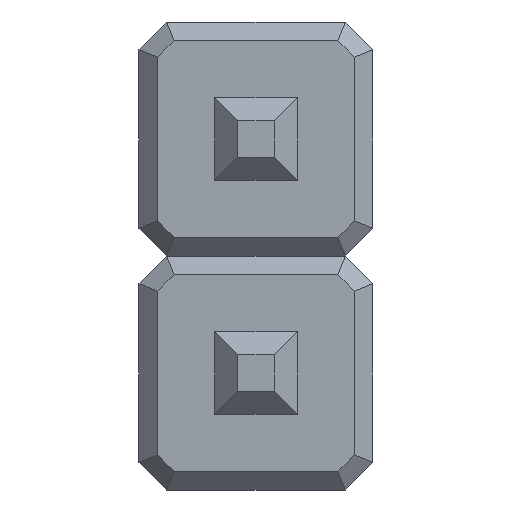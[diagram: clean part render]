
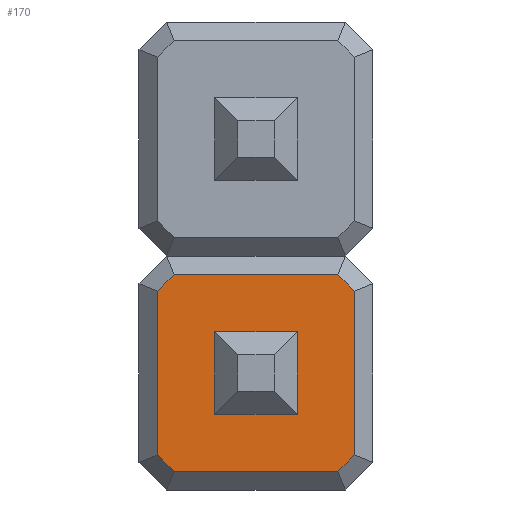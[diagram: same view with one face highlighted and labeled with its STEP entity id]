
A CAD part, front view. The second image highlights one B-rep face of the part: STEP entity #170.
In plain terms, the highlighted planar face has unit normal (0, -1, 0).
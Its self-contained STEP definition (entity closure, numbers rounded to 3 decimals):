
#99=CARTESIAN_POINT('',(0.,3.,-2.54));
#100=DIRECTION('',(0.,1.,0.));
#101=DIRECTION('',(0.,0.,1.));
#102=AXIS2_PLACEMENT_3D('',#99,#100,#101);
#103=PLANE('',#102);
#104=CARTESIAN_POINT('',(-0.887,3.,-3.61));
#105=VERTEX_POINT('',#104);
#106=CARTESIAN_POINT('',(0.887,3.,-3.61));
#107=VERTEX_POINT('',#106);
#108=CARTESIAN_POINT('',(-0.887,3.,-3.61));
#109=DIRECTION('',(1.,0.,-0.));
#110=VECTOR('',#109,1.774);
#111=LINE('',#108,#110);
#112=EDGE_CURVE('',#105,#107,#111,.T.);
#113=ORIENTED_EDGE('',*,*,#112,.T.);
#114=CARTESIAN_POINT('',(1.07,3.,-3.427));
#115=VERTEX_POINT('',#114);
#116=CARTESIAN_POINT('',(0.887,3.,-3.61));
#117=DIRECTION('',(0.707,0.,0.707));
#118=VECTOR('',#117,0.259);
#119=LINE('',#116,#118);
#120=EDGE_CURVE('',#107,#115,#119,.T.);
#121=ORIENTED_EDGE('',*,*,#120,.T.);
#122=CARTESIAN_POINT('',(1.07,3.,-1.653));
#123=VERTEX_POINT('',#122);
#124=CARTESIAN_POINT('',(1.07,3.,-3.427));
#125=DIRECTION('',(0.,0.,1.));
#126=VECTOR('',#125,1.774);
#127=LINE('',#124,#126);
#128=EDGE_CURVE('',#115,#123,#127,.T.);
#129=ORIENTED_EDGE('',*,*,#128,.T.);
#130=CARTESIAN_POINT('',(0.887,3.,-1.47));
#131=VERTEX_POINT('',#130);
#132=CARTESIAN_POINT('',(1.07,3.,-1.653));
#133=DIRECTION('',(-0.707,0.,0.707));
#134=VECTOR('',#133,0.259);
#135=LINE('',#132,#134);
#136=EDGE_CURVE('',#123,#131,#135,.T.);
#137=ORIENTED_EDGE('',*,*,#136,.T.);
#138=CARTESIAN_POINT('',(-0.887,3.,-1.47));
#139=VERTEX_POINT('',#138);
#140=CARTESIAN_POINT('',(0.887,3.,-1.47));
#141=DIRECTION('',(-1.,0.,0.));
#142=VECTOR('',#141,1.774);
#143=LINE('',#140,#142);
#144=EDGE_CURVE('',#131,#139,#143,.T.);
#145=ORIENTED_EDGE('',*,*,#144,.T.);
#146=CARTESIAN_POINT('',(-1.07,3.,-1.653));
#147=VERTEX_POINT('',#146);
#148=CARTESIAN_POINT('',(-0.887,3.,-1.47));
#149=DIRECTION('',(-0.707,0.,-0.707));
#150=VECTOR('',#149,0.259);
#151=LINE('',#148,#150);
#152=EDGE_CURVE('',#139,#147,#151,.T.);
#153=ORIENTED_EDGE('',*,*,#152,.T.);
#154=CARTESIAN_POINT('',(-1.07,3.,-3.427));
#155=VERTEX_POINT('',#154);
#156=CARTESIAN_POINT('',(-1.07,3.,-1.653));
#157=DIRECTION('',(0.,0.,-1.));
#158=VECTOR('',#157,1.774);
#159=LINE('',#156,#158);
#160=EDGE_CURVE('',#147,#155,#159,.T.);
#161=ORIENTED_EDGE('',*,*,#160,.T.);
#162=CARTESIAN_POINT('',(-1.07,3.,-3.427));
#163=DIRECTION('',(0.707,0.,-0.707));
#164=VECTOR('',#163,0.259);
#165=LINE('',#162,#164);
#166=EDGE_CURVE('',#155,#105,#165,.T.);
#167=ORIENTED_EDGE('',*,*,#166,.T.);
#168=EDGE_LOOP('',(#113,#121,#129,#137,#145,#153,#161,#167));
#169=FACE_BOUND('',#168,.T.);
#170=ADVANCED_FACE('',(#169),#103,.F.);
